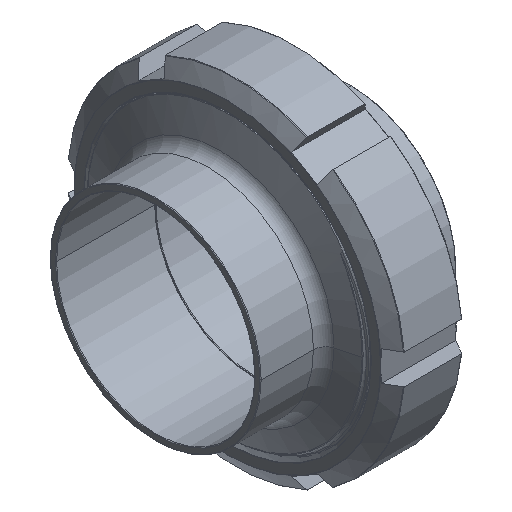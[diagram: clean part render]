
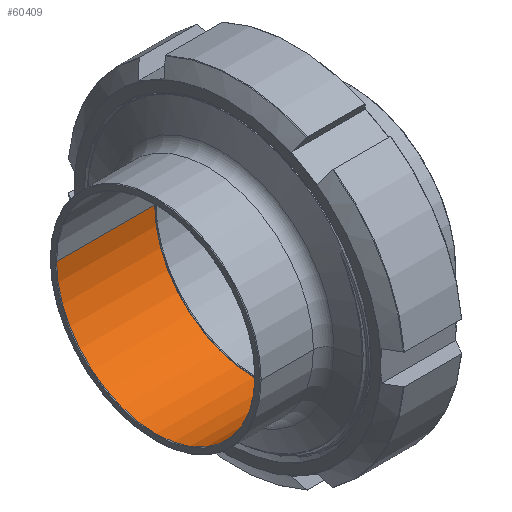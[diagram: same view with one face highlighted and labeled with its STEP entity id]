
A CAD part, isometric view. The second image highlights one B-rep face of the part: STEP entity #60409.
In plain terms, the highlighted cylindrical face has radius 33 mm (diameter 66 mm), a partial arc.
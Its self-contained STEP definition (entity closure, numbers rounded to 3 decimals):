
#2057 = CARTESIAN_POINT ( 'NONE',  ( -7.2, 33., 0. ) ) ;
#3468 = CARTESIAN_POINT ( 'NONE',  ( -39.8, 33., 0. ) ) ;
#9407 = EDGE_CURVE ( 'NONE', #44883, #58817, #57770, .T. ) ;
#9448 = VECTOR ( 'NONE', #20141, 1000. ) ;
#10641 = AXIS2_PLACEMENT_3D ( 'NONE', #52920, #37029, #21807 ) ;
#11549 = EDGE_CURVE ( 'NONE', #17014, #44883, #45379, .T. ) ;
#13612 = CARTESIAN_POINT ( 'NONE',  ( -39.8, 0., 0. ) ) ;
#17014 = VERTEX_POINT ( 'NONE', #61189 ) ;
#18375 = DIRECTION ( 'NONE',  ( 1., 0., 0. ) ) ;
#20141 = DIRECTION ( 'NONE',  ( 1., 0., 0. ) ) ;
#21807 = DIRECTION ( 'NONE',  ( 0., 1., 0. ) ) ;
#23795 = VERTEX_POINT ( 'NONE', #3468 ) ;
#31054 = CIRCLE ( 'NONE', #58974, 33. ) ;
#32960 = DIRECTION ( 'NONE',  ( 0., 1., 0. ) ) ;
#37029 = DIRECTION ( 'NONE',  ( 1., 0., 0. ) ) ;
#37245 = ORIENTED_EDGE ( 'NONE', *, *, #41806, .T. ) ;
#37950 = ORIENTED_EDGE ( 'NONE', *, *, #56002, .F. ) ;
#38956 = CARTESIAN_POINT ( 'NONE',  ( -7.2, -33., 0. ) ) ;
#39818 = LINE ( 'NONE', #57338, #54266 ) ;
#40972 = CARTESIAN_POINT ( 'NONE',  ( 0., -33., 0. ) ) ;
#41806 = EDGE_CURVE ( 'NONE', #23795, #17014, #31054, .T. ) ;
#42557 = DIRECTION ( 'NONE',  ( 1., 0., 0. ) ) ;
#42782 = CARTESIAN_POINT ( 'NONE',  ( 0., 0., 0. ) ) ;
#43196 = EDGE_LOOP ( 'NONE', ( #37245, #55485, #59294, #37950 ) ) ;
#44666 = DIRECTION ( 'NONE',  ( 0., -1., 0. ) ) ;
#44883 = VERTEX_POINT ( 'NONE', #38956 ) ;
#45379 = LINE ( 'NONE', #40972, #9448 ) ;
#52920 = CARTESIAN_POINT ( 'NONE',  ( -7.2, 0., 0. ) ) ;
#53871 = FACE_OUTER_BOUND ( 'NONE', #43196, .T. ) ;
#54266 = VECTOR ( 'NONE', #42557, 1000. ) ;
#54997 = DIRECTION ( 'NONE',  ( -1., 0., 0. ) ) ;
#55485 = ORIENTED_EDGE ( 'NONE', *, *, #11549, .T. ) ;
#55829 = AXIS2_PLACEMENT_3D ( 'NONE', #42782, #18375, #32960 ) ;
#56002 = EDGE_CURVE ( 'NONE', #23795, #58817, #39818, .T. ) ;
#57338 = CARTESIAN_POINT ( 'NONE',  ( 0., 33., 0. ) ) ;
#57770 = CIRCLE ( 'NONE', #10641, 33. ) ;
#58817 = VERTEX_POINT ( 'NONE', #2057 ) ;
#58974 = AXIS2_PLACEMENT_3D ( 'NONE', #13612, #54997, #44666 ) ;
#59294 = ORIENTED_EDGE ( 'NONE', *, *, #9407, .T. ) ;
#60409 = ADVANCED_FACE ( 'NONE', ( #53871 ), #65035, .F. ) ;
#61189 = CARTESIAN_POINT ( 'NONE',  ( -39.8, -33., 0. ) ) ;
#65035 = CYLINDRICAL_SURFACE ( 'NONE', #55829, 33. ) ;
